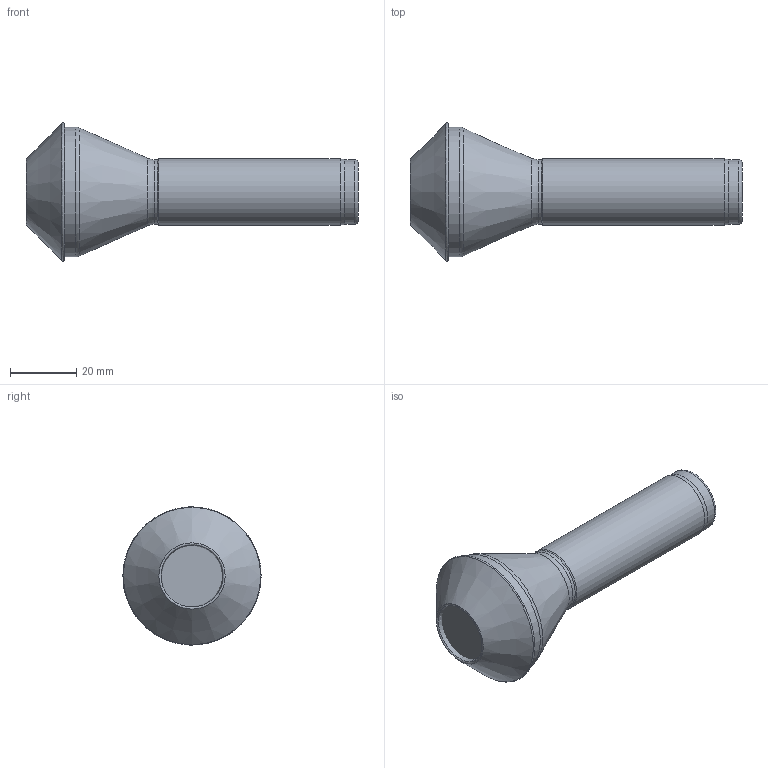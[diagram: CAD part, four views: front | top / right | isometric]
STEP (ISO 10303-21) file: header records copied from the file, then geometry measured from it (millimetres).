
FILE_DESCRIPTION(/* description */ (''),/* implementation_level */ '2;1');
FILE_NAME(/* name */ 'ACM45-TC16-D20X41-W20-L100-Z02.stp',/* time_stamp */ '2023-10-09T05:20:49+03:00',/* author */ (''),/* organization */ (''),/* preprocessor_version */ 'ST-DEVELOPER v19.4',/* originating_system */ 'SIEMENS PLM Software NX2306.3001',/* authorisation */ '');
FILE_SCHEMA (('AUTOMOTIVE_DESIGN { 1 0 10303 214 3 1 1 1 }'));
Length unit declared in the file: millimetre
Products named in the file (1): ACM45-TC16-D20X41-W20-L100-Z02
Bounding box: 100 x 41.6 x 41.61 mm (x, y, z)
Volume: 55726.9 mm3; surface area: 12098.3 mm2
Topology: 2 solids, 2 shells, 21 faces, 43 edges, 24 vertices
Faces by surface type: revolution 6, torus 5, cylinder 4, cone 4, plane 2
Full cylindrical faces by diameter (mm): 19.5 x2, 20 x1, 39 x1
Entity records: 577 total; most frequent: DIRECTION 86, CARTESIAN_POINT 73, EDGE_LOOP 40, ORIENTED_EDGE 40, AXIS2_PLACEMENT_3D 39, FACE_BOUND 38, CIRCLE 23, ADVANCED_FACE 21
